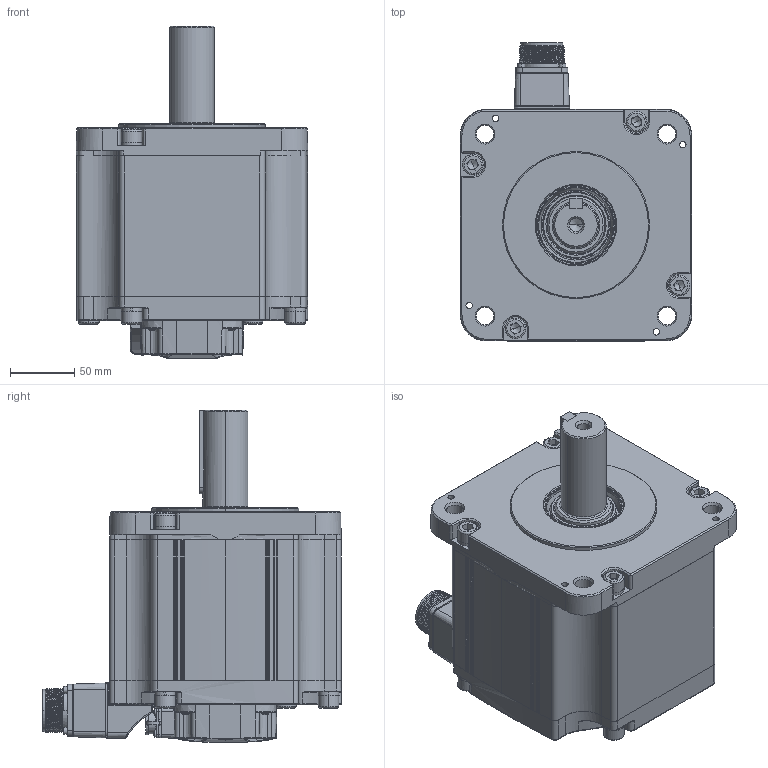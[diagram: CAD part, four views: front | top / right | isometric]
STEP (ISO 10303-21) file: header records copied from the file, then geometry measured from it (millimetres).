
FILE_DESCRIPTION (( 'STEP AP214' ), '1' );
FILE_NAME ('EM3G-44D.STEP', '2023-11-16T10:53:53', ( '' ), ( '' ), 'SwSTEP 2.0', 'SolidWorks 2018', '' );
FILE_SCHEMA (( 'AUTOMOTIVE_DESIGN' ));
Length unit declared in the file: millimetre
Products named in the file (1): EM3G-44D
Bounding box: 180 x 231.91 x 258 mm (x, y, z)
Volume: 4529012 mm3; surface area: 277956.1 mm2
Topology: 11 solids, 44 shells, 3376 faces, 8798 edges, 5573 vertices
Faces by surface type: plane 1564, cylinder 956, bspline 391, cone 246, torus 173, sphere 46
Entity records: 155177 total; most frequent: CARTESIAN_POINT 38132, ORIENTED_EDGE 17342, DIRECTION 15887, EDGE_CURVE 8671, AXIS2_PLACEMENT_3D 5615, VERTEX_POINT 5569, LINE 4657, VECTOR 4657
